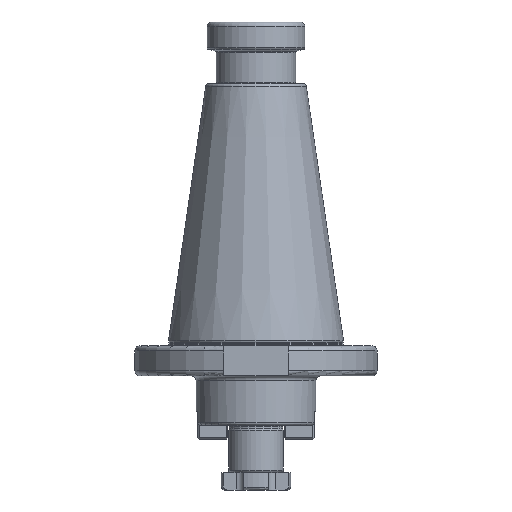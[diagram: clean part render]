
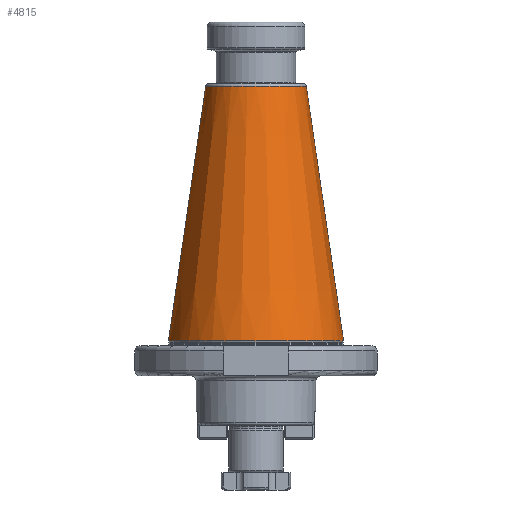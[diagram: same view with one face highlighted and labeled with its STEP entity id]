
A CAD part, left-side view. The second image highlights one B-rep face of the part: STEP entity #4815.
In plain terms, the highlighted conical face has half-angle 8.297 degrees and reference radius 27.65 mm.
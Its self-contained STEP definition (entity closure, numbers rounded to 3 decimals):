
#1460=DIRECTION('',(0,-0.144,0.99));
#1461=VECTOR('',#1460,103.254);
#1462=CARTESIAN_POINT('',(0,35.1,14));
#1463=LINE('',#1462,#1461);
#1464=DIRECTION('',(0,0.144,0.99));
#1465=VECTOR('',#1464,103.254);
#1466=CARTESIAN_POINT('',(0,-35.1,14));
#1467=LINE('',#1466,#1465);
#1468=CARTESIAN_POINT('',(0,0,14));
#1469=DIRECTION('',(0,0,1));
#1470=DIRECTION('',(0,1,0));
#1471=AXIS2_PLACEMENT_3D('',#1468,#1469,#1470);
#1493=CARTESIAN_POINT('',(0,0,116.173));
#1494=DIRECTION('',(0,0,1));
#1495=DIRECTION('',(0,1,0));
#1496=AXIS2_PLACEMENT_3D('',#1493,#1494,#1495);
#2511=CARTESIAN_POINT('',(0,35.1,14));
#2512=VERTEX_POINT('',#2511);
#2513=CARTESIAN_POINT('',(0,20.2,116.173));
#2514=VERTEX_POINT('',#2513);
#2551=CARTESIAN_POINT('',(0,-35.1,14));
#2552=VERTEX_POINT('',#2551);
#2553=CARTESIAN_POINT('',(0,-20.2,116.173));
#2554=VERTEX_POINT('',#2553);
#4801=CARTESIAN_POINT('',(0,0,65.087));
#4802=DIRECTION('',(0,0,-1));
#4803=DIRECTION('',(0,-1,0));
#4804=AXIS2_PLACEMENT_3D('',#4801,#4802,#4803);
#4805=CONICAL_SURFACE('',#4804,27.65,8.297);
#4807=ORIENTED_EDGE('',*,*,#4806,.T.);
#4809=ORIENTED_EDGE('',*,*,#4808,.T.);
#4811=ORIENTED_EDGE('',*,*,#4810,.F.);
#4812=ORIENTED_EDGE('',*,*,#4794,.F.);
#4813=EDGE_LOOP('',(#4807,#4809,#4811,#4812));
#4814=FACE_OUTER_BOUND('',#4813,.F.);
#4815=ADVANCED_FACE('',(#4814),#4805,.T.);
#1472=CIRCLE('',#1471,35.1);
#1497=CIRCLE('',#1496,20.2);
#4794=EDGE_CURVE('',#2512,#2552,#1472,.T.);
#4806=EDGE_CURVE('',#2512,#2514,#1463,.T.);
#4808=EDGE_CURVE('',#2514,#2554,#1497,.T.);
#4810=EDGE_CURVE('',#2552,#2554,#1467,.T.);
